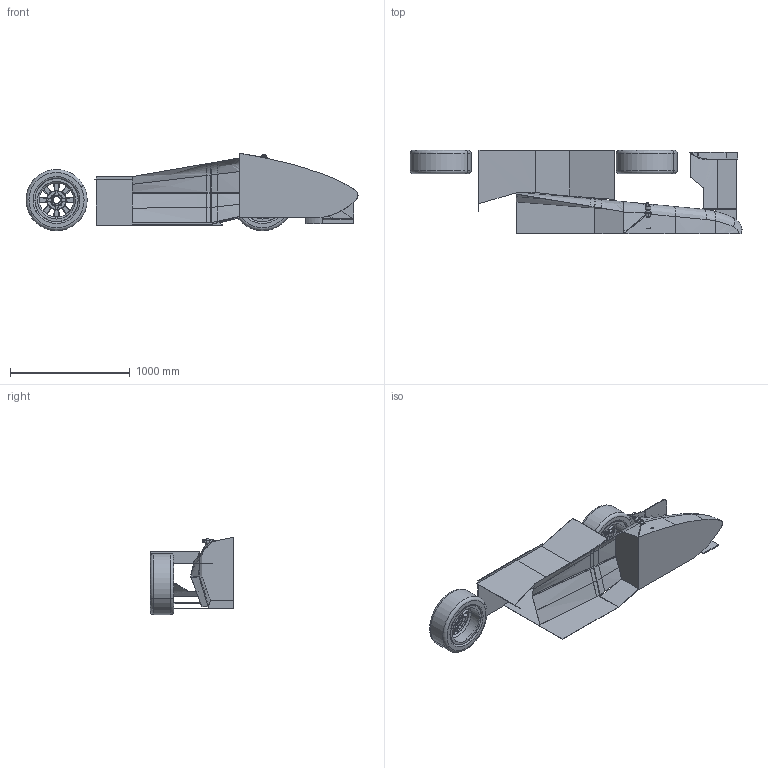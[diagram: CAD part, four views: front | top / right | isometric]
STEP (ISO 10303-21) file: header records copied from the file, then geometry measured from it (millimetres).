
FILE_DESCRIPTION(('CATIA V5 STEP Exchange'),'2;1');
FILE_NAME('2018 radiator analysis.stp','2018-02-15T03:01:55+00:00',('none'),('none'),'CATIA Version 5 Release 17 (IN-10)','CATIA V5 STEP AP203','none');
FILE_SCHEMA(('CONFIG_CONTROL_DESIGN'));
Length unit declared in the file: millimetre
Products named in the file (10): Product1; AssyTsutsui2018; Product9; Symmetry of DamperAssy 155; Symmetry of Spring; Symmetry of PHS 8EC.5; Symmetry of PHS_8ECBody; Symmetry of PHS_8ECBall; damperassy; F-wing
Assembly tree (21 placements, depth 5):
  Product1
    AssyTsutsui2018
      Product9
      #83  x2
      Symmetry of DamperAssy 155
        #13921
        Symmetry of Spring
        Symmetry of PHS 8EC.5
          Symmetry of PHS_8ECBody
          Symmetry of PHS_8ECBall
        damperassy
    #15925
    #16952
    #21539
    F-wing
      #23815
      #24200
      #24872
      #25422
    #25819
    #25842
Bounding box: 2769.99 x 700 x 644.99 mm (x, y, z)
Volume: 104695620.7 mm3; surface area: 9343476.9 mm2
Topology: 12 solids, 14 shells, 962 faces, 2445 edges, 1549 vertices
Faces by surface type: cylinder 337, plane 302, torus 137, bspline 121, cone 57, extrusion 8
Entity records: 25967 total; most frequent: CARTESIAN_POINT 12631, ORIENTED_EDGE 3042, DIRECTION 1933, EDGE_CURVE 1531, VERTEX_POINT 958, AXIS2_PLACEMENT_3D 821, EDGE_LOOP 664, VECTOR 643
